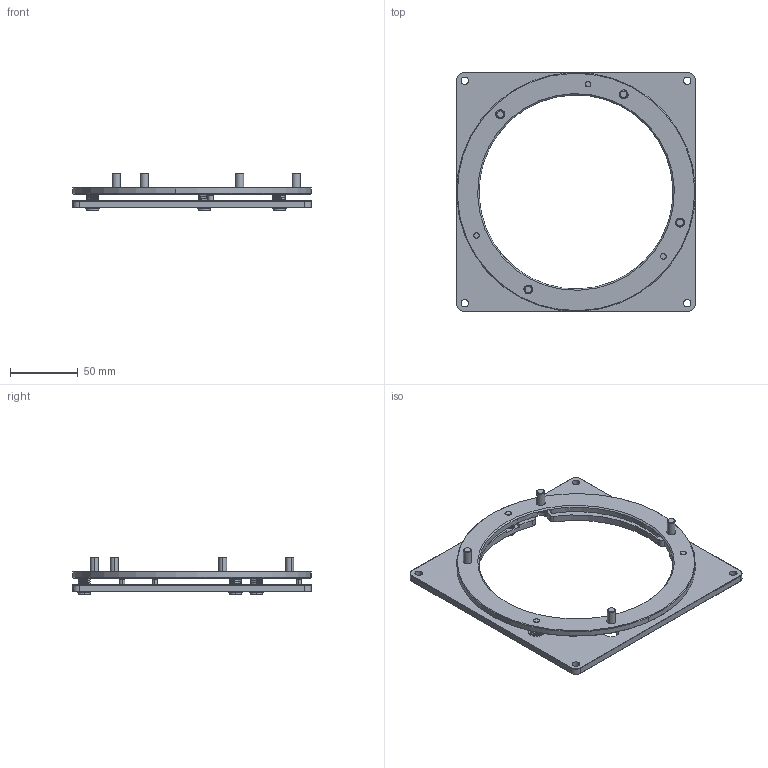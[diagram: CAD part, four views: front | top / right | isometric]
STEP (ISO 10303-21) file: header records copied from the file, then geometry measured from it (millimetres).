
FILE_DESCRIPTION (( 'STEP AP203' ), '1' );
FILE_NAME ('DP29550.step', '2022-01-05T10:53:18', ( '' ), ( '' ), 'SwSTEP 2.0', 'SolidWorks 2021', '' );
FILE_SCHEMA (( 'CONFIG_CONTROL_DESIGN' ));
Length unit declared in the file: millimetre
Products named in the file (1): DP29550
Bounding box: 176 x 176 x 28 mm (x, y, z)
Surface area: 58074.5 mm2 (no closed solid volume)
Topology: 0 solids, 30 shells, 270 faces, 744 edges, 497 vertices
Faces by surface type: plane 118, cylinder 102, cone 32, torus 12, bspline 6
Entity records: 11893 total; most frequent: CARTESIAN_POINT 4782, DIRECTION 1562, ORIENTED_EDGE 1315, EDGE_CURVE 740, AXIS2_PLACEMENT_3D 581, VERTEX_POINT 497, LINE 400, VECTOR 400
